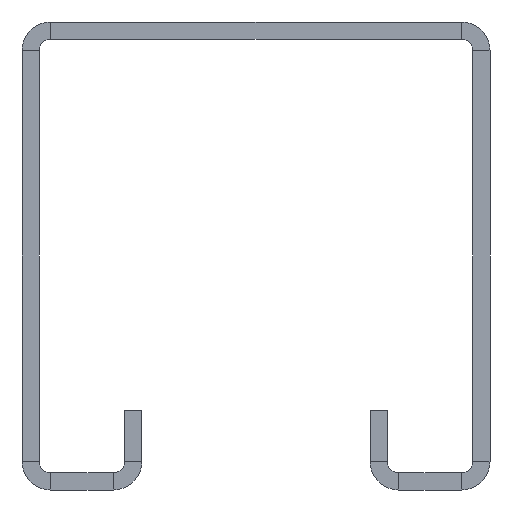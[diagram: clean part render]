
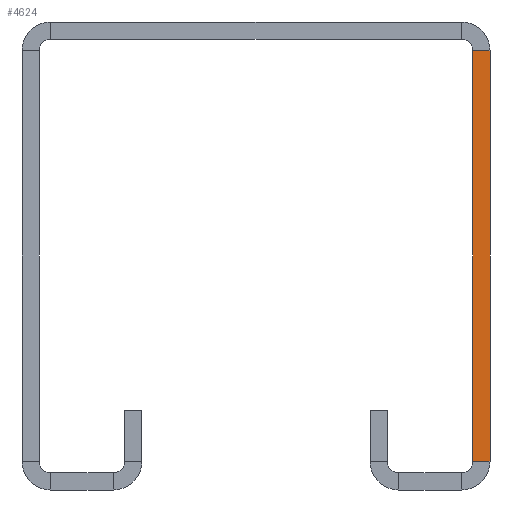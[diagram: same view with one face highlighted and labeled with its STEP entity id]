
A CAD part, front view. The second image highlights one B-rep face of the part: STEP entity #4624.
In plain terms, the highlighted planar face has unit normal (0, -1, 0).
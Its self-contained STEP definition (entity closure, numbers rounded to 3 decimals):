
#437=DIRECTION('',(-1.,0.,0.));
#438=VECTOR('',#437,1.5);
#439=CARTESIAN_POINT('',(20.5,-450.,-18.));
#440=LINE('',#439,#438);
#441=DIRECTION('',(0.,0.,-1.));
#442=VECTOR('',#441,36.);
#443=CARTESIAN_POINT('',(19.,-450.,18.));
#444=LINE('',#443,#442);
#445=DIRECTION('',(0.,0.,-1.));
#446=VECTOR('',#445,36.);
#447=CARTESIAN_POINT('',(20.5,-450.,18.));
#448=LINE('',#447,#446);
#1165=DIRECTION('',(-1.,0.,0.));
#1166=VECTOR('',#1165,1.5);
#1167=CARTESIAN_POINT('',(20.5,-450.,18.));
#1168=LINE('',#1167,#1166);
#3290=CARTESIAN_POINT('',(20.5,-450.,-18.));
#3292=VERTEX_POINT('',#3290);
#3302=CARTESIAN_POINT('',(20.5,-450.,18.));
#3304=VERTEX_POINT('',#3302);
#3338=CARTESIAN_POINT('',(19.,-450.,-18.));
#3340=VERTEX_POINT('',#3338);
#3350=CARTESIAN_POINT('',(19.,-450.,18.));
#3352=VERTEX_POINT('',#3350);
#4610=CARTESIAN_POINT('',(19.75,-450.,0.));
#4611=DIRECTION('',(0.,-1.,0.));
#4612=DIRECTION('',(0.,0.,-1.));
#4613=AXIS2_PLACEMENT_3D('',#4610,#4611,#4612);
#4614=PLANE('',#4613);
#4616=ORIENTED_EDGE('',*,*,#4615,.T.);
#4618=ORIENTED_EDGE('',*,*,#4617,.F.);
#4620=ORIENTED_EDGE('',*,*,#4619,.F.);
#4621=ORIENTED_EDGE('',*,*,#4421,.T.);
#4622=EDGE_LOOP('',(#4616,#4618,#4620,#4621));
#4623=FACE_OUTER_BOUND('',#4622,.F.);
#4624=ADVANCED_FACE('',(#4623),#4614,.T.);
#4421=EDGE_CURVE('',#3304,#3292,#448,.T.);
#4615=EDGE_CURVE('',#3292,#3340,#440,.T.);
#4617=EDGE_CURVE('',#3352,#3340,#444,.T.);
#4619=EDGE_CURVE('',#3304,#3352,#1168,.T.);
